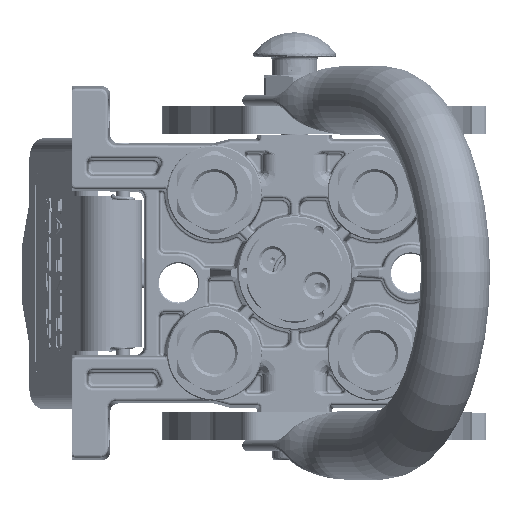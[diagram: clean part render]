
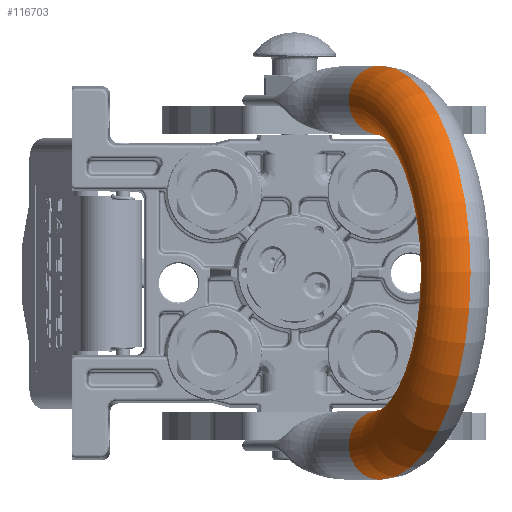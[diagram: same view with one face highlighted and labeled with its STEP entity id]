
A CAD part, top view. The second image highlights one B-rep face of the part: STEP entity #116703.
In plain terms, the highlighted toroidal (fillet/blend) face has major radius 62.25 mm and minor radius 12.5 mm.
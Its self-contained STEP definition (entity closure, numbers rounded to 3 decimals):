
#734 = CARTESIAN_POINT ( 'NONE',  ( -62.25, 0., 25.25 ) ) ;
#18348 = CIRCLE ( 'NONE', #87599, 49.75 ) ;
#19695 = DIRECTION ( 'NONE',  ( 1., 0., 0. ) ) ;
#20266 = ORIENTED_EDGE ( 'NONE', *, *, #103149, .T. ) ;
#24625 = CIRCLE ( 'NONE', #149035, 12.5 ) ;
#35450 = AXIS2_PLACEMENT_3D ( 'NONE', #70804, #52162, #184502 ) ;
#38455 = ORIENTED_EDGE ( 'NONE', *, *, #173048, .F. ) ;
#39001 = DIRECTION ( 'NONE',  ( 0., 1., 0. ) ) ;
#45046 = VERTEX_POINT ( 'NONE', #184800 ) ;
#52162 = DIRECTION ( 'NONE',  ( 0., 1., 0. ) ) ;
#55468 = DIRECTION ( 'NONE',  ( 0., 1., 0. ) ) ;
#58395 = CARTESIAN_POINT ( 'NONE',  ( -74.75, 0., 25.25 ) ) ;
#58598 = DIRECTION ( 'NONE',  ( 1., 0., 0. ) ) ;
#62573 = CARTESIAN_POINT ( 'NONE',  ( -49.75, 0., 25.25 ) ) ;
#70804 = CARTESIAN_POINT ( 'NONE',  ( 0., 0., 25.25 ) ) ;
#73696 = CIRCLE ( 'NONE', #168957, 12.5 ) ;
#75858 = DIRECTION ( 'NONE',  ( 0., 0., -1. ) ) ;
#81159 = DIRECTION ( 'NONE',  ( 0., 0., 1. ) ) ;
#84644 = EDGE_CURVE ( 'NONE', #100364, #201419, #18348, .T. ) ;
#87599 = AXIS2_PLACEMENT_3D ( 'NONE', #139516, #39001, #156824 ) ;
#92177 = EDGE_LOOP ( 'NONE', ( #114164, #38455, #92989, #20266 ) ) ;
#92989 = ORIENTED_EDGE ( 'NONE', *, *, #94956, .F. ) ;
#94956 = EDGE_CURVE ( 'NONE', #128468, #45046, #126707, .T. ) ;
#100364 = VERTEX_POINT ( 'NONE', #62573 ) ;
#103149 = EDGE_CURVE ( 'NONE', #128468, #100364, #24625, .T. ) ;
#114164 = ORIENTED_EDGE ( 'NONE', *, *, #84644, .T. ) ;
#116703 = ADVANCED_FACE ( 'NONE', ( #135748 ), #138209, .T. ) ;
#119145 = AXIS2_PLACEMENT_3D ( 'NONE', #135292, #55468, #19695 ) ;
#126707 = CIRCLE ( 'NONE', #35450, 74.75 ) ;
#128468 = VERTEX_POINT ( 'NONE', #58395 ) ;
#131388 = CARTESIAN_POINT ( 'NONE',  ( 49.75, 0., 25.25 ) ) ;
#135292 = CARTESIAN_POINT ( 'NONE',  ( 0., 0., 25.25 ) ) ;
#135748 = FACE_OUTER_BOUND ( 'NONE', #92177, .T. ) ;
#138209 = TOROIDAL_SURFACE ( 'NONE', #119145, 62.25, 12.5 ) ;
#139516 = CARTESIAN_POINT ( 'NONE',  ( 0., 0., 25.25 ) ) ;
#147298 = DIRECTION ( 'NONE',  ( -1., 0., 0. ) ) ;
#149035 = AXIS2_PLACEMENT_3D ( 'NONE', #734, #81159, #147298 ) ;
#156824 = DIRECTION ( 'NONE',  ( -1., 0., 0. ) ) ;
#168957 = AXIS2_PLACEMENT_3D ( 'NONE', #190262, #75858, #58598 ) ;
#173048 = EDGE_CURVE ( 'NONE', #45046, #201419, #73696, .T. ) ;
#184502 = DIRECTION ( 'NONE',  ( -1., 0., 0. ) ) ;
#184800 = CARTESIAN_POINT ( 'NONE',  ( 74.75, 0., 25.25 ) ) ;
#190262 = CARTESIAN_POINT ( 'NONE',  ( 62.25, 0., 25.25 ) ) ;
#201419 = VERTEX_POINT ( 'NONE', #131388 ) ;
